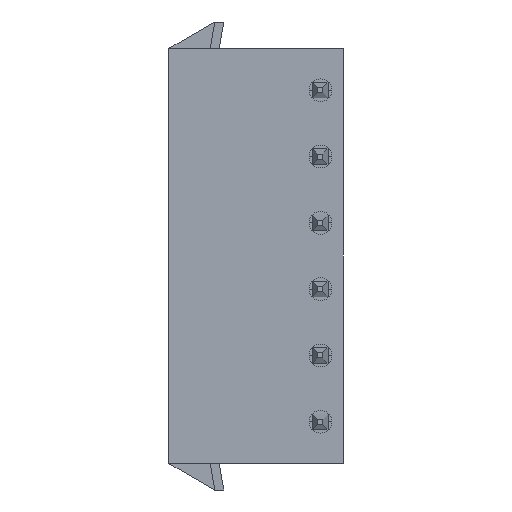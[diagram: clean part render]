
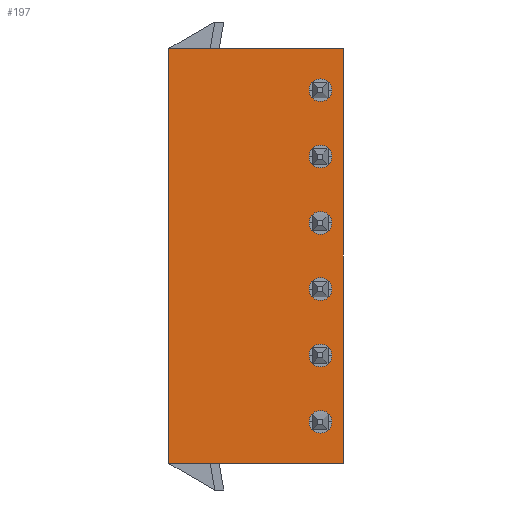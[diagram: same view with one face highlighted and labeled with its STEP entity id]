
A CAD part, front view. The second image highlights one B-rep face of the part: STEP entity #197.
In plain terms, the highlighted planar face has unit normal (0, -1, 0).
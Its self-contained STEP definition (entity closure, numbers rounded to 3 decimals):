
#197=ADVANCED_FACE('',(#877,#878,#879,#880,#881,#882,#883),#884,.T.);
#877=FACE_OUTER_BOUND('',#1965,.T.);
#878=FACE_BOUND('',#1966,.T.);
#879=FACE_BOUND('',#1967,.T.);
#880=FACE_BOUND('',#1968,.T.);
#881=FACE_BOUND('',#1969,.T.);
#882=FACE_BOUND('',#1970,.T.);
#883=FACE_BOUND('',#1971,.T.);
#884=PLANE('',#1972);
#1965=EDGE_LOOP('',(#3887,#3888,#3889,#3890));
#1966=EDGE_LOOP('',(#3891,#3892));
#1967=EDGE_LOOP('',(#3893,#3894));
#1968=EDGE_LOOP('',(#3895,#3896));
#1969=EDGE_LOOP('',(#3897,#3898));
#1970=EDGE_LOOP('',(#3899,#3900));
#1971=EDGE_LOOP('',(#3901,#3902));
#1972=AXIS2_PLACEMENT_3D('',#3903,#3904,#3905);
#3887=ORIENTED_EDGE('',*,*,#7263,.F.);
#3888=ORIENTED_EDGE('',*,*,#6952,.T.);
#3889=ORIENTED_EDGE('',*,*,#7264,.T.);
#3890=ORIENTED_EDGE('',*,*,#7265,.T.);
#3891=ORIENTED_EDGE('',*,*,#7266,.F.);
#3892=ORIENTED_EDGE('',*,*,#7267,.F.);
#3893=ORIENTED_EDGE('',*,*,#7268,.F.);
#3894=ORIENTED_EDGE('',*,*,#6885,.F.);
#3895=ORIENTED_EDGE('',*,*,#7196,.F.);
#3896=ORIENTED_EDGE('',*,*,#7269,.F.);
#3897=ORIENTED_EDGE('',*,*,#7270,.F.);
#3898=ORIENTED_EDGE('',*,*,#7271,.F.);
#3899=ORIENTED_EDGE('',*,*,#7272,.F.);
#3900=ORIENTED_EDGE('',*,*,#7273,.F.);
#3901=ORIENTED_EDGE('',*,*,#7274,.F.);
#3902=ORIENTED_EDGE('',*,*,#7275,.F.);
#3903=CARTESIAN_POINT('',(12.876,10.78,-2.503));
#3904=DIRECTION('',(0.,-1.0,0.));
#3905=DIRECTION('',(0.,0.0,1.0));
#6885=EDGE_CURVE('',#8192,#8194,#8195,.T.);
#6952=EDGE_CURVE('',#8315,#8313,#8316,.T.);
#7196=EDGE_CURVE('',#8719,#8720,#8721,.T.);
#7263=EDGE_CURVE('',#8315,#8825,#8826,.T.);
#7264=EDGE_CURVE('',#8313,#8827,#8828,.T.);
#7265=EDGE_CURVE('',#8827,#8825,#8829,.T.);
#7266=EDGE_CURVE('',#8830,#8831,#8832,.T.);
#7267=EDGE_CURVE('',#8831,#8830,#8833,.T.);
#7268=EDGE_CURVE('',#8194,#8192,#8834,.T.);
#7269=EDGE_CURVE('',#8720,#8719,#8835,.T.);
#7270=EDGE_CURVE('',#8836,#8837,#8838,.T.);
#7271=EDGE_CURVE('',#8837,#8836,#8839,.T.);
#7272=EDGE_CURVE('',#8840,#8841,#8842,.T.);
#7273=EDGE_CURVE('',#8841,#8840,#8843,.T.);
#7274=EDGE_CURVE('',#8844,#8845,#8846,.T.);
#7275=EDGE_CURVE('',#8845,#8844,#8847,.T.);
#8192=VERTEX_POINT('',#10472);
#8194=VERTEX_POINT('',#10475);
#8195=CIRCLE('',#10476,0.6);
#8313=VERTEX_POINT('',#10974);
#8315=VERTEX_POINT('',#10977);
#8316=LINE('',#10978,#10979);
#8719=VERTEX_POINT('',#12689);
#8720=VERTEX_POINT('',#12690);
#8721=CIRCLE('',#12691,0.6);
#8825=VERTEX_POINT('',#12861);
#8826=LINE('',#12862,#12863);
#8827=VERTEX_POINT('',#12864);
#8828=LINE('',#12865,#12866);
#8829=LINE('',#12867,#12868);
#8830=VERTEX_POINT('',#12869);
#8831=VERTEX_POINT('',#12870);
#8832=CIRCLE('',#12871,0.6);
#8833=CIRCLE('',#12872,0.6);
#8834=CIRCLE('',#12873,0.6);
#8835=CIRCLE('',#12874,0.6);
#8836=VERTEX_POINT('',#12875);
#8837=VERTEX_POINT('',#12876);
#8838=CIRCLE('',#12877,0.6);
#8839=CIRCLE('',#12878,0.6);
#8840=VERTEX_POINT('',#12879);
#8841=VERTEX_POINT('',#12880);
#8842=CIRCLE('',#12881,0.6);
#8843=CIRCLE('',#12882,0.6);
#8844=VERTEX_POINT('',#12883);
#8845=VERTEX_POINT('',#12884);
#8846=CIRCLE('',#12885,0.6);
#8847=CIRCLE('',#12886,0.6);
#10472=CARTESIAN_POINT('',(15.376,10.78,7.997));
#10475=CARTESIAN_POINT('',(14.176,10.78,7.997));
#10476=AXIS2_PLACEMENT_3D('',#17294,#17295,#17296);
#10974=CARTESIAN_POINT('',(6.776,10.78,10.197));
#10977=CARTESIAN_POINT('',(15.976,10.78,10.197));
#10978=CARTESIAN_POINT('',(15.976,10.78,10.197));
#10979=VECTOR('',#17375,1.0);
#12689=CARTESIAN_POINT('',(14.176,10.78,4.497));
#12690=CARTESIAN_POINT('',(15.376,10.78,4.497));
#12691=AXIS2_PLACEMENT_3D('',#17738,#17739,#17740);
#12861=CARTESIAN_POINT('',(15.976,10.78,-11.703));
#12862=CARTESIAN_POINT('',(15.976,10.78,-9.503));
#12863=VECTOR('',#17828,1.0);
#12864=CARTESIAN_POINT('',(6.776,10.78,-11.703));
#12865=CARTESIAN_POINT('',(6.776,10.78,-6.003));
#12866=VECTOR('',#17829,1.0);
#12867=CARTESIAN_POINT('',(15.976,10.78,-11.703));
#12868=VECTOR('',#17830,1.0);
#12869=CARTESIAN_POINT('',(15.376,10.78,0.997));
#12870=CARTESIAN_POINT('',(14.176,10.78,0.997));
#12871=AXIS2_PLACEMENT_3D('',#17831,#17832,#17833);
#12872=AXIS2_PLACEMENT_3D('',#17834,#17835,#17836);
#12873=AXIS2_PLACEMENT_3D('',#17837,#17838,#17839);
#12874=AXIS2_PLACEMENT_3D('',#17840,#17841,#17842);
#12875=CARTESIAN_POINT('',(14.176,10.78,-6.003));
#12876=CARTESIAN_POINT('',(15.376,10.78,-6.003));
#12877=AXIS2_PLACEMENT_3D('',#17843,#17844,#17845);
#12878=AXIS2_PLACEMENT_3D('',#17846,#17847,#17848);
#12879=CARTESIAN_POINT('',(15.376,10.78,-2.503));
#12880=CARTESIAN_POINT('',(14.176,10.78,-2.503));
#12881=AXIS2_PLACEMENT_3D('',#17849,#17850,#17851);
#12882=AXIS2_PLACEMENT_3D('',#17852,#17853,#17854);
#12883=CARTESIAN_POINT('',(14.176,10.78,-9.503));
#12884=CARTESIAN_POINT('',(15.376,10.78,-9.503));
#12885=AXIS2_PLACEMENT_3D('',#17855,#17856,#17857);
#12886=AXIS2_PLACEMENT_3D('',#17858,#17859,#17860);
#17294=CARTESIAN_POINT('',(14.776,10.78,7.997));
#17295=DIRECTION('',(0.,-1.0,0.));
#17296=DIRECTION('',(-1.0,0.,0.));
#17375=DIRECTION('',(-1.0,0.,0.));
#17738=CARTESIAN_POINT('',(14.776,10.78,4.497));
#17739=DIRECTION('',(0.,-1.0,0.));
#17740=DIRECTION('',(-1.0,0.,0.));
#17828=DIRECTION('',(0.,0.0,-1.0));
#17829=DIRECTION('',(0.,0.0,-1.0));
#17830=DIRECTION('',(1.0,0.,0.));
#17831=CARTESIAN_POINT('',(14.776,10.78,0.997));
#17832=DIRECTION('',(0.,-1.0,0.));
#17833=DIRECTION('',(-1.0,0.,0.));
#17834=CARTESIAN_POINT('',(14.776,10.78,0.997));
#17835=DIRECTION('',(0.,-1.0,0.));
#17836=DIRECTION('',(-1.0,0.,0.));
#17837=CARTESIAN_POINT('',(14.776,10.78,7.997));
#17838=DIRECTION('',(0.,-1.0,0.));
#17839=DIRECTION('',(-1.0,0.,0.));
#17840=CARTESIAN_POINT('',(14.776,10.78,4.497));
#17841=DIRECTION('',(0.,-1.0,0.));
#17842=DIRECTION('',(-1.0,0.,0.));
#17843=CARTESIAN_POINT('',(14.776,10.78,-6.003));
#17844=DIRECTION('',(0.,-1.0,0.));
#17845=DIRECTION('',(-1.0,0.,0.));
#17846=CARTESIAN_POINT('',(14.776,10.78,-6.003));
#17847=DIRECTION('',(0.,-1.0,0.));
#17848=DIRECTION('',(-1.0,0.,0.));
#17849=CARTESIAN_POINT('',(14.776,10.78,-2.503));
#17850=DIRECTION('',(0.,-1.0,0.));
#17851=DIRECTION('',(-1.0,0.,0.));
#17852=CARTESIAN_POINT('',(14.776,10.78,-2.503));
#17853=DIRECTION('',(0.,-1.0,0.));
#17854=DIRECTION('',(-1.0,0.,0.));
#17855=CARTESIAN_POINT('',(14.776,10.78,-9.503));
#17856=DIRECTION('',(0.,-1.0,0.));
#17857=DIRECTION('',(-1.0,0.,0.));
#17858=CARTESIAN_POINT('',(14.776,10.78,-9.503));
#17859=DIRECTION('',(0.,-1.0,0.));
#17860=DIRECTION('',(-1.0,0.,0.));
